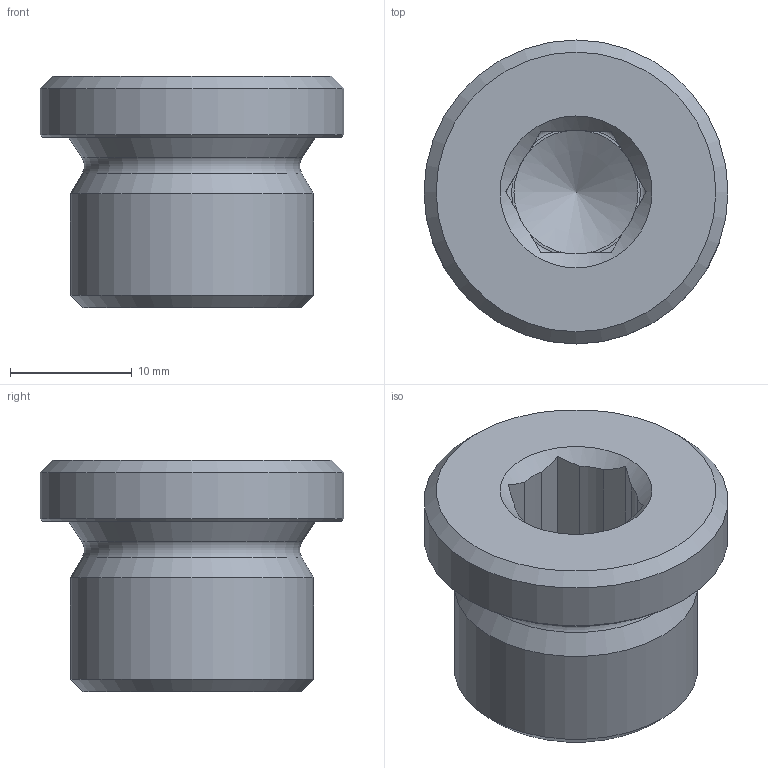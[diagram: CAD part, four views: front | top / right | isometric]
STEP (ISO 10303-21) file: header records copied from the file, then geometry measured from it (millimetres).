
FILE_DESCRIPTION((''),'2;1');
FILE_NAME('7200020.stp','2014-10-07T09:56:16',(''),('KNOMI spol. s r. o.'),'Autodesk Inventor 2012','Autodesk Inventor 2012','');
FILE_SCHEMA(('AUTOMOTIVE_DESIGN { 1 2 10303 214 0 1 1 1 }'));
Length unit declared in the file: millimetre
Products named in the file (1): ZKA M20
Bounding box: 25 x 25 x 19 mm (x, y, z)
Volume: 5516.3 mm3; surface area: 2572 mm2
Topology: 1 solids, 1 shells, 41 faces, 103 edges, 66 vertices
Faces by surface type: plane 22, cylinder 9, cone 7, torus 3
Full cylindrical faces by diameter (mm): 11.6 x1, 20 x1, 25 x1
Entity records: 1208 total; most frequent: CARTESIAN_POINT 300, DIRECTION 180, ORIENTED_EDGE 174, EDGE_CURVE 87, AXIS2_PLACEMENT_3D 75, VERTEX_POINT 63, EDGE_LOOP 56, FACE_OUTER_BOUND 41
